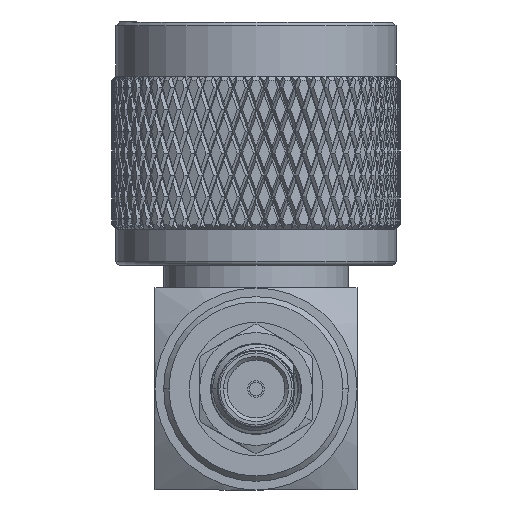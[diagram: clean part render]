
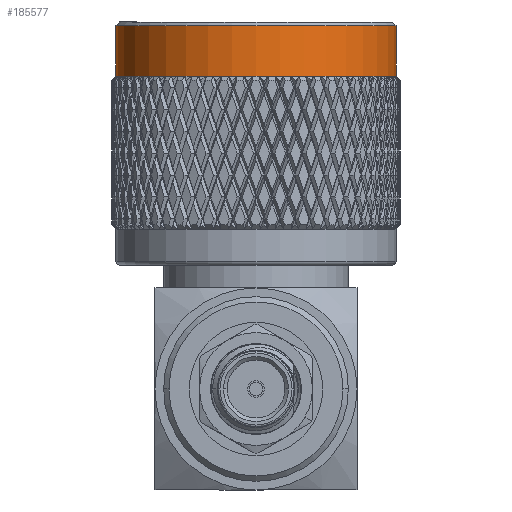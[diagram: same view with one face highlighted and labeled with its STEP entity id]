
A CAD part, left-side view. The second image highlights one B-rep face of the part: STEP entity #185577.
In plain terms, the highlighted cylindrical face has radius 9.857 mm (diameter 19.715 mm), a partial arc.
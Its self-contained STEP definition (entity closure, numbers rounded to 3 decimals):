
#3026 = VERTEX_POINT ( 'NONE', #199684 ) ;
#6590 = AXIS2_PLACEMENT_3D ( 'NONE', #89565, #60048, #45732 ) ;
#9943 = FACE_OUTER_BOUND ( 'NONE', #15533, .T. ) ;
#15533 = EDGE_LOOP ( 'NONE', ( #178081, #31821, #168659, #168797 ) ) ;
#15582 = VECTOR ( 'NONE', #93331, 1000. ) ;
#16870 = EDGE_CURVE ( 'NONE', #19663, #3026, #107352, .T. ) ;
#19663 = VERTEX_POINT ( 'NONE', #165437 ) ;
#28204 = VERTEX_POINT ( 'NONE', #182329 ) ;
#29247 = DIRECTION ( 'NONE',  ( 1., 0., 0. ) ) ;
#31821 = ORIENTED_EDGE ( 'NONE', *, *, #135671, .T. ) ;
#45732 = DIRECTION ( 'NONE',  ( 1., 0., 0. ) ) ;
#45744 = VERTEX_POINT ( 'NONE', #145820 ) ;
#59832 = CARTESIAN_POINT ( 'NONE',  ( 9.842, -9.842, 0. ) ) ;
#60048 = DIRECTION ( 'NONE',  ( 0., -1., 0. ) ) ;
#66635 = CIRCLE ( 'NONE', #193443, 9.857 ) ;
#76119 = DIRECTION ( 'NONE',  ( 0., -1., 0. ) ) ;
#76292 = LINE ( 'NONE', #108795, #174488 ) ;
#78759 = EDGE_CURVE ( 'NONE', #45744, #28204, #66635, .T. ) ;
#81346 = AXIS2_PLACEMENT_3D ( 'NONE', #59832, #76119, #29247 ) ;
#89565 = CARTESIAN_POINT ( 'NONE',  ( 9.842, 6.033, 0. ) ) ;
#93331 = DIRECTION ( 'NONE',  ( 0., -1., 0. ) ) ;
#106768 = EDGE_CURVE ( 'NONE', #45744, #19663, #154406, .T. ) ;
#107352 = CIRCLE ( 'NONE', #6590, 9.857 ) ;
#108795 = CARTESIAN_POINT ( 'NONE',  ( -0.015, -9.842, 0. ) ) ;
#111597 = CARTESIAN_POINT ( 'NONE',  ( 19.7, -9.842, 0. ) ) ;
#135671 = EDGE_CURVE ( 'NONE', #28204, #3026, #76292, .T. ) ;
#145820 = CARTESIAN_POINT ( 'NONE',  ( 19.7, 9.589, 0. ) ) ;
#148253 = DIRECTION ( 'NONE',  ( 0., -1., 0. ) ) ;
#152412 = CYLINDRICAL_SURFACE ( 'NONE', #81346, 9.857 ) ;
#154406 = LINE ( 'NONE', #111597, #15582 ) ;
#161503 = DIRECTION ( 'NONE',  ( -1., 0., 0. ) ) ;
#165437 = CARTESIAN_POINT ( 'NONE',  ( 19.7, 6.033, 0. ) ) ;
#165523 = CARTESIAN_POINT ( 'NONE',  ( 9.842, 9.589, 0. ) ) ;
#168659 = ORIENTED_EDGE ( 'NONE', *, *, #16870, .F. ) ;
#168797 = ORIENTED_EDGE ( 'NONE', *, *, #106768, .F. ) ;
#171851 = DIRECTION ( 'NONE',  ( 0., -1., 0. ) ) ;
#174488 = VECTOR ( 'NONE', #171851, 1000. ) ;
#178081 = ORIENTED_EDGE ( 'NONE', *, *, #78759, .T. ) ;
#182329 = CARTESIAN_POINT ( 'NONE',  ( -0.015, 9.589, 0. ) ) ;
#185577 = ADVANCED_FACE ( 'NONE', ( #9943 ), #152412, .T. ) ;
#193443 = AXIS2_PLACEMENT_3D ( 'NONE', #165523, #148253, #161503 ) ;
#199684 = CARTESIAN_POINT ( 'NONE',  ( -0.015, 6.033, 0. ) ) ;
